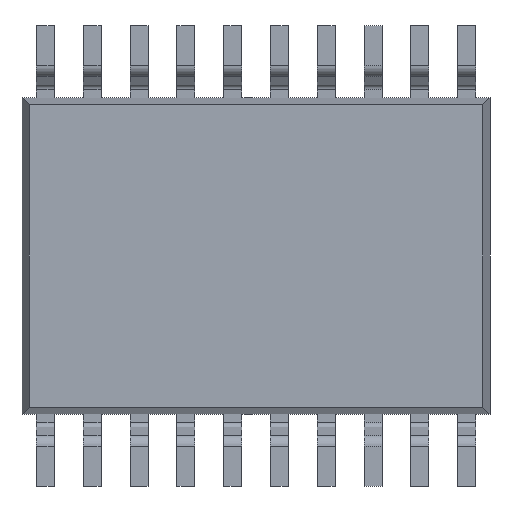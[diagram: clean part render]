
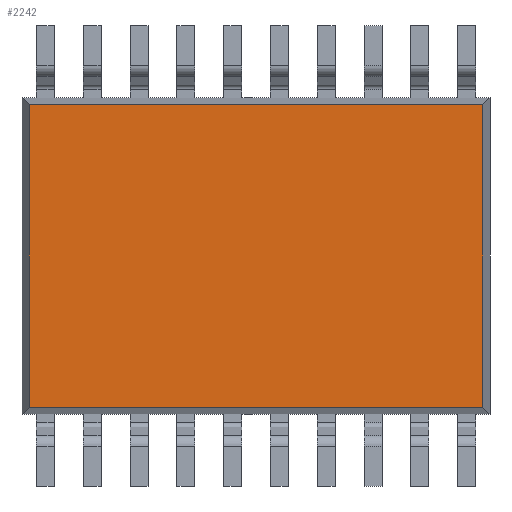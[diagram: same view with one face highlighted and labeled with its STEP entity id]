
A CAD part, front view. The second image highlights one B-rep face of the part: STEP entity #2242.
In plain terms, the highlighted face is planar.
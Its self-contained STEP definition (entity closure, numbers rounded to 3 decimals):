
#71 = CARTESIAN_POINT ( 'NONE',  ( 3.15, 2.1, 0.15 ) ) ;
#91 = EDGE_CURVE ( 'NONE', #1091, #428, #2009, .T. ) ;
#428 = VERTEX_POINT ( 'NONE', #2076 ) ;
#439 = CARTESIAN_POINT ( 'NONE',  ( 3.15, 0., 0.15 ) ) ;
#467 = ORIENTED_EDGE ( 'NONE', *, *, #91, .T. ) ;
#673 = CARTESIAN_POINT ( 'NONE',  ( 0., 2.1, 0.15 ) ) ;
#746 = ORIENTED_EDGE ( 'NONE', *, *, #884, .T. ) ;
#848 = DIRECTION ( 'NONE',  ( 1., 0., 0. ) ) ;
#884 = EDGE_CURVE ( 'NONE', #1611, #1091, #1289, .T. ) ;
#892 = CARTESIAN_POINT ( 'NONE',  ( 0., 0., 0.15 ) ) ;
#907 = VECTOR ( 'NONE', #848, 1000. ) ;
#991 = VECTOR ( 'NONE', #2148, 1000. ) ;
#1075 = DIRECTION ( 'NONE',  ( -1., 0., 0. ) ) ;
#1077 = EDGE_CURVE ( 'NONE', #428, #1803, #1638, .T. ) ;
#1091 = VERTEX_POINT ( 'NONE', #2064 ) ;
#1099 = FACE_OUTER_BOUND ( 'NONE', #2128, .T. ) ;
#1178 = VECTOR ( 'NONE', #2285, 1000. ) ;
#1208 = DIRECTION ( 'NONE',  ( 0., 1., 0. ) ) ;
#1272 = AXIS2_PLACEMENT_3D ( 'NONE', #892, #2175, #1075 ) ;
#1289 = LINE ( 'NONE', #1967, #991 ) ;
#1424 = ORIENTED_EDGE ( 'NONE', *, *, #1847, .T. ) ;
#1505 = VECTOR ( 'NONE', #1208, 1000. ) ;
#1574 = CARTESIAN_POINT ( 'NONE',  ( -3.15, 0., 0.15 ) ) ;
#1611 = VERTEX_POINT ( 'NONE', #2030 ) ;
#1638 = LINE ( 'NONE', #673, #907 ) ;
#1643 = LINE ( 'NONE', #439, #1178 ) ;
#1803 = VERTEX_POINT ( 'NONE', #71 ) ;
#1847 = EDGE_CURVE ( 'NONE', #1803, #1611, #1643, .T. ) ;
#1967 = CARTESIAN_POINT ( 'NONE',  ( 0., -2.1, 0.15 ) ) ;
#2009 = LINE ( 'NONE', #1574, #1505 ) ;
#2030 = CARTESIAN_POINT ( 'NONE',  ( 3.15, -2.1, 0.15 ) ) ;
#2064 = CARTESIAN_POINT ( 'NONE',  ( -3.15, -2.1, 0.15 ) ) ;
#2076 = CARTESIAN_POINT ( 'NONE',  ( -3.15, 2.1, 0.15 ) ) ;
#2128 = EDGE_LOOP ( 'NONE', ( #467, #2132, #1424, #746 ) ) ;
#2132 = ORIENTED_EDGE ( 'NONE', *, *, #1077, .T. ) ;
#2148 = DIRECTION ( 'NONE',  ( -1., 0., 0. ) ) ;
#2168 = PLANE ( 'NONE',  #1272 ) ;
#2175 = DIRECTION ( 'NONE',  ( 0., 0., -1. ) ) ;
#2242 = ADVANCED_FACE ( 'NONE', ( #1099 ), #2168, .T. ) ;
#2285 = DIRECTION ( 'NONE',  ( 0., -1., 0. ) ) ;
